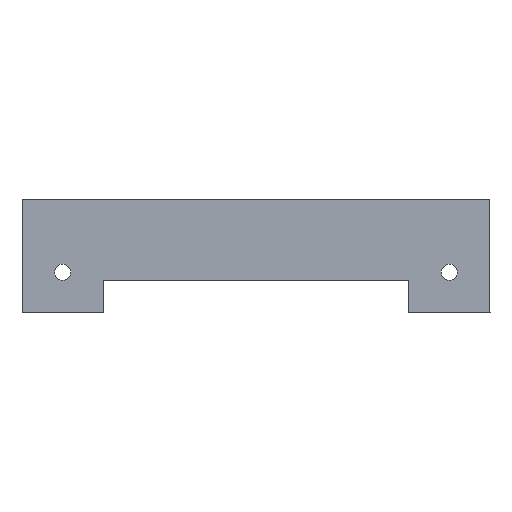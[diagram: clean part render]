
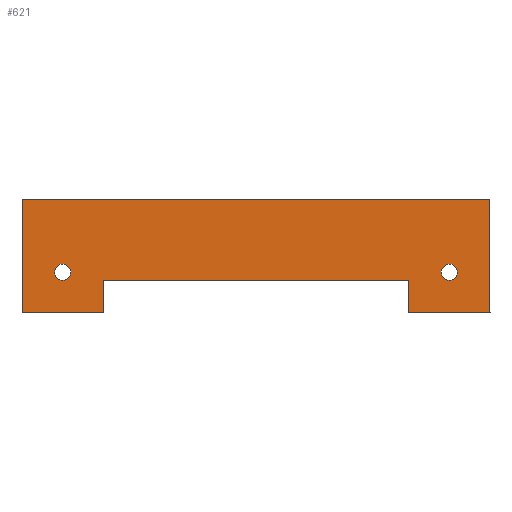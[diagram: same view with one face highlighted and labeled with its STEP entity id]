
A CAD part, top view. The second image highlights one B-rep face of the part: STEP entity #621.
In plain terms, the highlighted planar face has unit normal (0, 0, 1).
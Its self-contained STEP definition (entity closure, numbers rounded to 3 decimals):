
#25=FACE_BOUND('',#106,.T.);
#26=FACE_BOUND('',#107,.T.);
#34=CIRCLE('',#650,2.);
#36=CIRCLE('',#657,2.);
#69=FACE_OUTER_BOUND('',#105,.T.);
#105=EDGE_LOOP('',(#517,#518,#519,#520,#521,#522,#523,#524));
#106=EDGE_LOOP('',(#525));
#107=EDGE_LOOP('',(#526));
#134=LINE('',#879,#206);
#142=LINE('',#899,#214);
#150=LINE('',#918,#222);
#153=LINE('',#923,#225);
#155=LINE('',#929,#227);
#165=LINE('',#952,#237);
#181=LINE('',#989,#253);
#182=LINE('',#990,#254);
#206=VECTOR('',#710,10.);
#214=VECTOR('',#728,10.);
#222=VECTOR('',#742,10.);
#225=VECTOR('',#747,10.);
#227=VECTOR('',#755,10.);
#237=VECTOR('',#775,10.);
#253=VECTOR('',#815,10.);
#254=VECTOR('',#816,10.);
#275=VERTEX_POINT('',#876);
#276=VERTEX_POINT('',#878);
#281=VERTEX_POINT('',#892);
#282=VERTEX_POINT('',#896);
#283=VERTEX_POINT('',#898);
#290=VERTEX_POINT('',#915);
#291=VERTEX_POINT('',#917);
#292=VERTEX_POINT('',#921);
#293=VERTEX_POINT('',#925);
#310=VERTEX_POINT('',#988);
#332=EDGE_CURVE('',#275,#276,#134,.T.);
#340=EDGE_CURVE('',#281,#281,#34,.T.);
#342=EDGE_CURVE('',#283,#282,#142,.T.);
#351=EDGE_CURVE('',#290,#291,#150,.T.);
#354=EDGE_CURVE('',#292,#290,#153,.T.);
#356=EDGE_CURVE('',#293,#293,#36,.T.);
#357=EDGE_CURVE('',#276,#282,#155,.T.);
#369=EDGE_CURVE('',#283,#292,#165,.T.);
#387=EDGE_CURVE('',#275,#310,#181,.T.);
#388=EDGE_CURVE('',#310,#291,#182,.T.);
#517=ORIENTED_EDGE('',*,*,#387,.T.);
#518=ORIENTED_EDGE('',*,*,#388,.T.);
#519=ORIENTED_EDGE('',*,*,#351,.F.);
#520=ORIENTED_EDGE('',*,*,#354,.F.);
#521=ORIENTED_EDGE('',*,*,#369,.F.);
#522=ORIENTED_EDGE('',*,*,#342,.T.);
#523=ORIENTED_EDGE('',*,*,#357,.F.);
#524=ORIENTED_EDGE('',*,*,#332,.F.);
#525=ORIENTED_EDGE('',*,*,#340,.T.);
#526=ORIENTED_EDGE('',*,*,#356,.T.);
#591=PLANE('',#675);
#621=ADVANCED_FACE('',(#69,#25,#26),#591,.T.);
#650=AXIS2_PLACEMENT_3D('',#894,#723,#724);
#657=AXIS2_PLACEMENT_3D('',#927,#751,#752);
#675=AXIS2_PLACEMENT_3D('',#987,#813,#814);
#710=DIRECTION('',(0.,-1.,0.));
#723=DIRECTION('center_axis',(0.,0.,-1.));
#724=DIRECTION('ref_axis',(-1.,0.,0.));
#728=DIRECTION('',(0.,-1.,0.));
#742=DIRECTION('',(-1.,0.,0.));
#747=DIRECTION('',(0.,-1.,0.));
#751=DIRECTION('center_axis',(0.,0.,-1.));
#752=DIRECTION('ref_axis',(-1.,0.,0.));
#755=DIRECTION('',(-1.,0.,0.));
#775=DIRECTION('',(-1.,0.,0.));
#813=DIRECTION('center_axis',(0.,0.,1.));
#814=DIRECTION('ref_axis',(1.,0.,0.));
#815=DIRECTION('',(-1.,0.,0.));
#816=DIRECTION('',(0.,-1.,0.));
#876=CARTESIAN_POINT('',(179.696,-36.5,52.99));
#878=CARTESIAN_POINT('',(179.696,-64.5,52.99));
#879=CARTESIAN_POINT('',(179.696,-44.5,52.99));
#892=CARTESIAN_POINT('',(171.7,-54.5,52.99));
#894=CARTESIAN_POINT('Origin',(169.7,-54.5,52.99));
#896=CARTESIAN_POINT('',(159.703,-64.5,52.99));
#898=CARTESIAN_POINT('',(159.703,-56.5,52.99));
#899=CARTESIAN_POINT('',(159.703,-44.5,52.99));
#915=CARTESIAN_POINT('',(84.703,-64.5,52.99));
#917=CARTESIAN_POINT('',(64.703,-64.5,52.99));
#918=CARTESIAN_POINT('',(64.703,-64.5,52.99));
#921=CARTESIAN_POINT('',(84.703,-56.5,52.99));
#923=CARTESIAN_POINT('',(84.703,-44.5,52.99));
#925=CARTESIAN_POINT('',(76.703,-54.5,52.99));
#927=CARTESIAN_POINT('Origin',(74.703,-54.5,52.99));
#929=CARTESIAN_POINT('',(179.696,-64.5,52.99));
#952=CARTESIAN_POINT('',(179.696,-56.5,52.99));
#987=CARTESIAN_POINT('Origin',(84.703,-36.5,52.99));
#988=CARTESIAN_POINT('',(64.703,-36.5,52.99));
#989=CARTESIAN_POINT('',(159.703,-36.5,52.99));
#990=CARTESIAN_POINT('',(64.703,-36.5,52.99));
